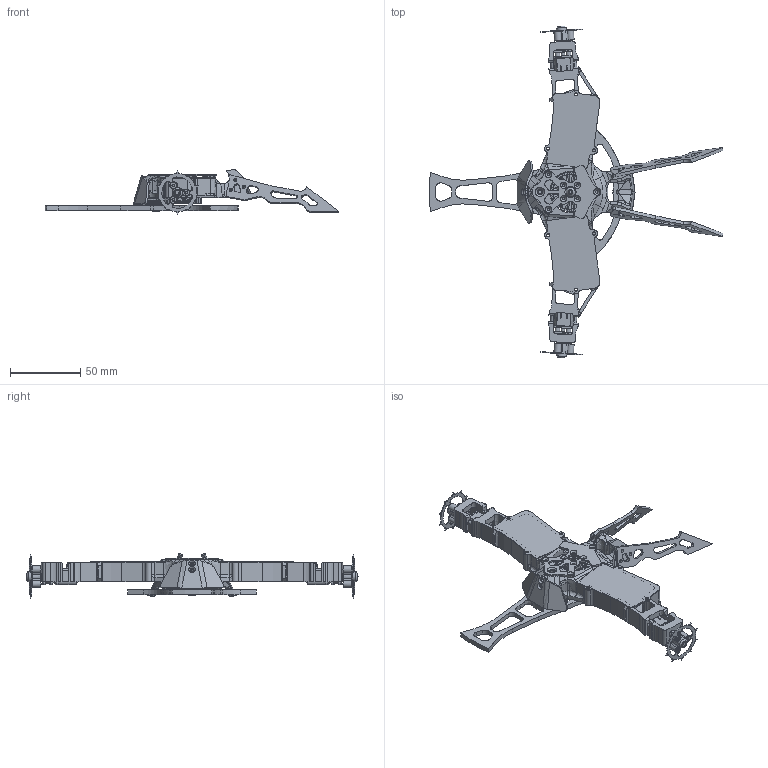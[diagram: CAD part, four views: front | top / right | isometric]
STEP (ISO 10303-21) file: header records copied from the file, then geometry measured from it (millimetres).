
FILE_DESCRIPTION(('FreeCAD Model'),'2;1');
FILE_NAME('Open CASCADE Shape Model','2025-05-02T12:16:32',('FreeCAD'),( 'FreeCAD'),'Open CASCADE STEP processor 7.6','FreeCAD','Unknown');
FILE_SCHEMA(('AUTOMOTIVE_DESIGN { 1 0 10303 214 1 1 1 1 }'));
Products named in the file (1): Open CASCADE STEP translator 7.6 1
Bounding box: 209.01 x 236.06 x 31.87 mm (x, y, z)
Volume: 82222.5 mm3; surface area: 76025 mm2
Topology: 58 solids, 62 shells, 3205 faces, 8977 edges, 5896 vertices
Faces by surface type: bspline 3205
Entity records: 138673 total; most frequent: CARTESIAN_POINT 87767, ORIENTED_EDGE 17846, EDGE_CURVE 8923, B_SPLINE_CURVE_WITH_KNOTS 6067, VERTEX_POINT 5884, FACE_BOUND 3558, EDGE_LOOP 3546, ADVANCED_FACE 3205
